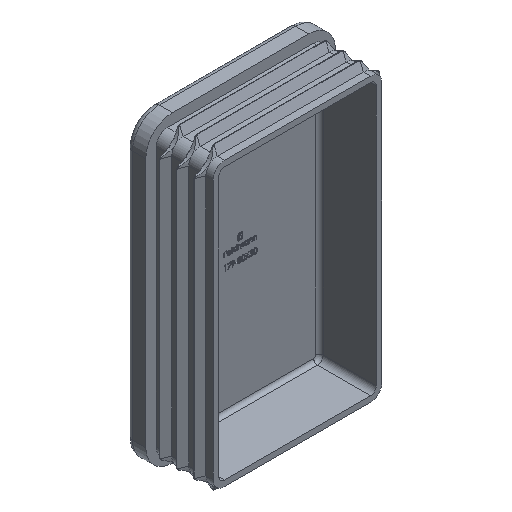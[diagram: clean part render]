
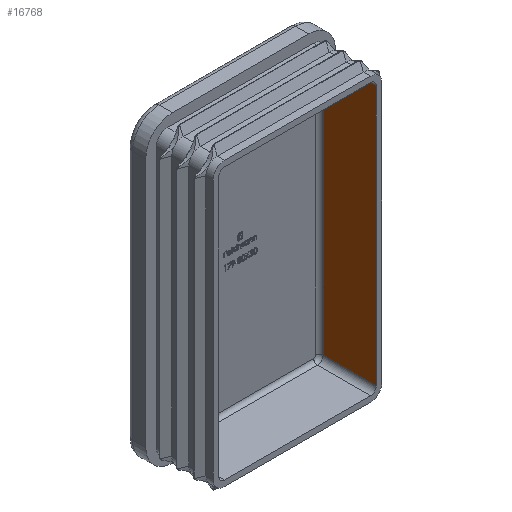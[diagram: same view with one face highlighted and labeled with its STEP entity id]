
A CAD part, isometric view. The second image highlights one B-rep face of the part: STEP entity #16768.
In plain terms, the highlighted planar face has unit normal (-1, 0, 0).
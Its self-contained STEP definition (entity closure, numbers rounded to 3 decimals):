
#1024 = CARTESIAN_POINT ( 'NONE',  ( 20.75, -15., -34.25 ) ) ;
#1229 = CARTESIAN_POINT ( 'NONE',  ( 20.75, -1., 34.25 ) ) ;
#1329 = EDGE_CURVE ( 'NONE', #19527, #16797, #6354, .T. ) ;
#1828 = EDGE_LOOP ( 'NONE', ( #18408, #16074, #11380, #18796 ) ) ;
#1912 = DIRECTION ( 'NONE',  ( -1., 0., 0. ) ) ;
#2336 = LINE ( 'NONE', #1229, #19968 ) ;
#2982 = AXIS2_PLACEMENT_3D ( 'NONE', #8230, #1912, #9601 ) ;
#3167 = VECTOR ( 'NONE', #12859, 1000. ) ;
#3900 = CARTESIAN_POINT ( 'NONE',  ( 20.75, -15., 34.25 ) ) ;
#4145 = VECTOR ( 'NONE', #17890, 1000. ) ;
#4377 = DIRECTION ( 'NONE',  ( 0., 0., -1. ) ) ;
#4798 = CARTESIAN_POINT ( 'NONE',  ( 20.75, -1., -34.25 ) ) ;
#6354 = LINE ( 'NONE', #14966, #3167 ) ;
#7624 = VERTEX_POINT ( 'NONE', #4798 ) ;
#8230 = CARTESIAN_POINT ( 'NONE',  ( 20.75, -15., 34.25 ) ) ;
#8519 = VERTEX_POINT ( 'NONE', #1024 ) ;
#9218 = EDGE_CURVE ( 'NONE', #8519, #7624, #14435, .T. ) ;
#9601 = DIRECTION ( 'NONE',  ( 0., 0., 1. ) ) ;
#10848 = FACE_OUTER_BOUND ( 'NONE', #1828, .T. ) ;
#11380 = ORIENTED_EDGE ( 'NONE', *, *, #9218, .F. ) ;
#12788 = CARTESIAN_POINT ( 'NONE',  ( 20.75, -15., -34.25 ) ) ;
#12859 = DIRECTION ( 'NONE',  ( 0., 1., 0. ) ) ;
#13809 = CARTESIAN_POINT ( 'NONE',  ( 20.75, -15., 34.25 ) ) ;
#14377 = CARTESIAN_POINT ( 'NONE',  ( 20.75, -1., 34.25 ) ) ;
#14435 = LINE ( 'NONE', #12788, #4145 ) ;
#14446 = EDGE_CURVE ( 'NONE', #16797, #7624, #2336, .T. ) ;
#14860 = DIRECTION ( 'NONE',  ( 0., 0., 1. ) ) ;
#14966 = CARTESIAN_POINT ( 'NONE',  ( 20.75, -15., 34.25 ) ) ;
#16074 = ORIENTED_EDGE ( 'NONE', *, *, #14446, .T. ) ;
#16454 = EDGE_CURVE ( 'NONE', #8519, #19527, #19674, .T. ) ;
#16768 = ADVANCED_FACE ( 'NONE', ( #10848 ), #19087, .T. ) ;
#16797 = VERTEX_POINT ( 'NONE', #14377 ) ;
#17710 = VECTOR ( 'NONE', #14860, 1000. ) ;
#17890 = DIRECTION ( 'NONE',  ( 0., 1., 0. ) ) ;
#18408 = ORIENTED_EDGE ( 'NONE', *, *, #1329, .T. ) ;
#18796 = ORIENTED_EDGE ( 'NONE', *, *, #16454, .T. ) ;
#19087 = PLANE ( 'NONE',  #2982 ) ;
#19527 = VERTEX_POINT ( 'NONE', #13809 ) ;
#19674 = LINE ( 'NONE', #3900, #17710 ) ;
#19968 = VECTOR ( 'NONE', #4377, 1000. ) ;
